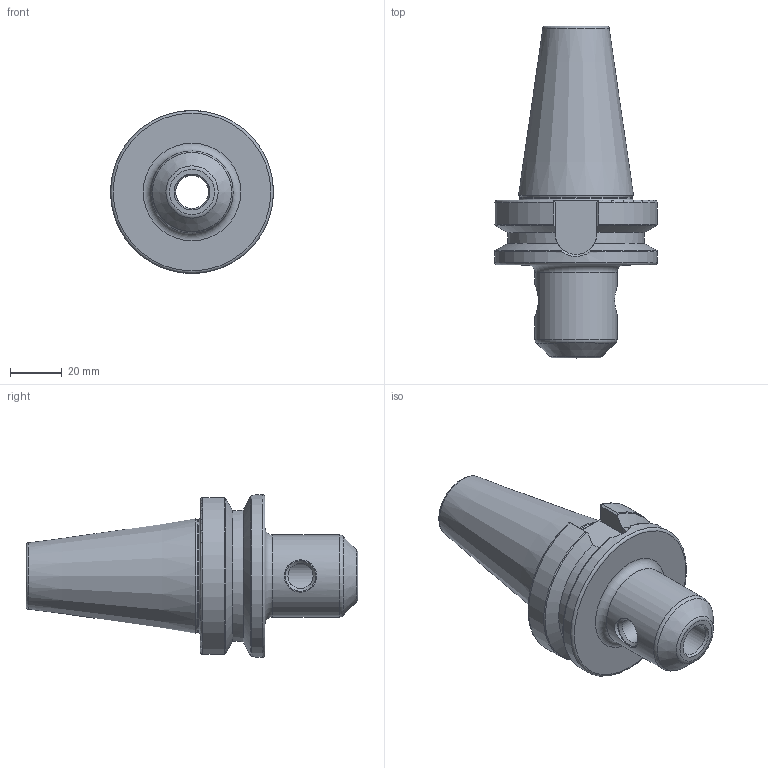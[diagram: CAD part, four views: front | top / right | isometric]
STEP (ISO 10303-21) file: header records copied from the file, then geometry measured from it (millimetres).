
FILE_DESCRIPTION(/* description */ (''),/* implementation_level */ '2;1');
FILE_NAME(/* name */ 'BT40-SLA0.5in-63.stp',/* time_stamp */ '2020-10-10T09:07:31+08:00',/* author */ ('Administrator'),/* organization */ (''),/* preprocessor_version */ 'ST-DEVELOPER v18.1',/* originating_system */ 'Autodesk Inventor 2021',/* authorisation */ '');
FILE_SCHEMA (('AUTOMOTIVE_DESIGN { 1 0 10303 214 3 1 1 }'));
Length unit declared in the file: millimetre
Products named in the file (1): BT40-SLA0.5in-63
Bounding box: 63 x 128.4 x 63 mm (x, y, z)
Volume: 140714 mm3; surface area: 26999.3 mm2
Topology: 1 solids, 1 shells, 82 faces, 239 edges, 161 vertices
Faces by surface type: plane 20, bspline 18, cylinder 17, torus 14, cone 12, sphere 1
Full cylindrical faces by diameter (mm): 9.728 x1, 12.5 x1, 12.7 x1, 13.835 x1, 17 x1, 18 x1, 31.75 x1, 43.5 x1, 63 x1
Entity records: 3665 total; most frequent: CARTESIAN_POINT 1550, ORIENTED_EDGE 476, DIRECTION 395, EDGE_CURVE 238, VERTEX_POINT 161, AXIS2_PLACEMENT_3D 161, CIRCLE 96, EDGE_LOOP 89
